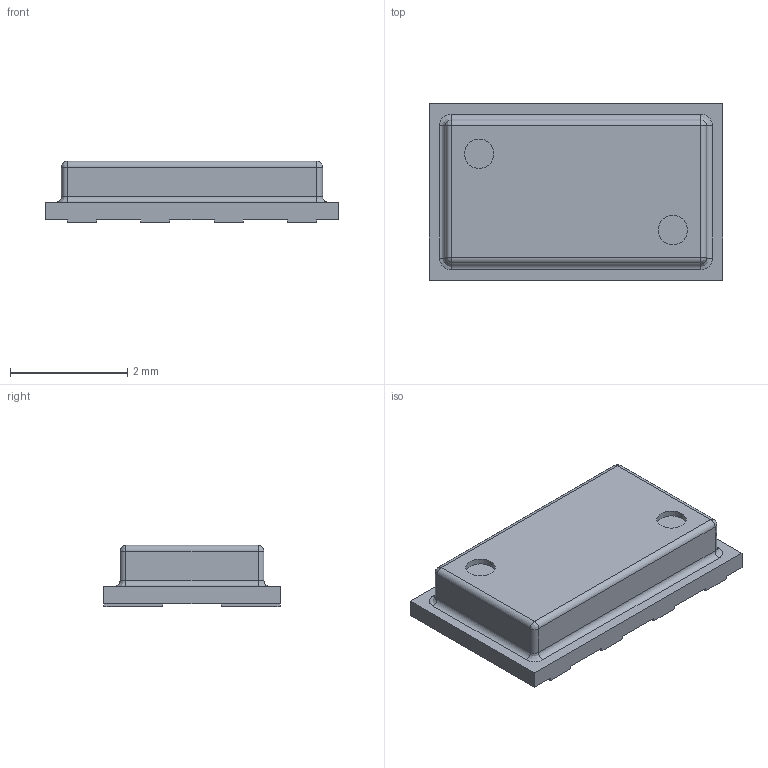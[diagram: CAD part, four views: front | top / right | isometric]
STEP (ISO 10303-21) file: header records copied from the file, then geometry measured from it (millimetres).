
FILE_DESCRIPTION (( 'STEP AP214' ), '1' );
FILE_NAME ('User Library-MS5611-01BA03.STEP', '2016-03-10T20:01:35', ( 'Windows User' ), ( '' ), 'SwSTEP 2.0', 'SolidWorks 2016', '' );
FILE_SCHEMA (( 'AUTOMOTIVE_DESIGN' ));
Length unit declared in the file: millimetre
Products named in the file (1): User Library-MS5611-01BA03
Bounding box: 5 x 3 x 1.05 mm (x, y, z)
Volume: 12.3 mm3; surface area: 44.7 mm2
Topology: 1 solids, 1 shells, 69 faces, 176 edges, 108 vertices
Faces by surface type: plane 45, cylinder 16, bspline 8
Entity records: 2911 total; most frequent: CARTESIAN_POINT 490, ORIENTED_EDGE 344, DIRECTION 324, EDGE_CURVE 172, LINE 136, VECTOR 136, VERTEX_POINT 108, AXIS2_PLACEMENT_3D 94
